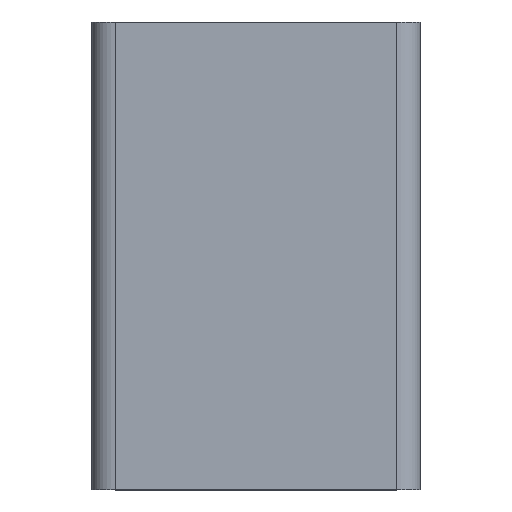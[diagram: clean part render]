
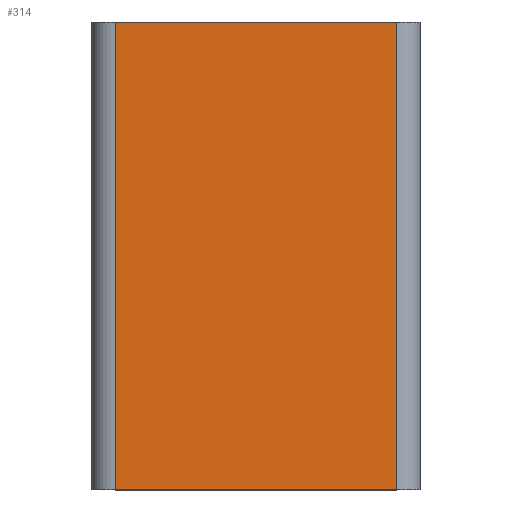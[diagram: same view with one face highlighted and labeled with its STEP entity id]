
A CAD part, top view. The second image highlights one B-rep face of the part: STEP entity #314.
In plain terms, the highlighted planar face has unit normal (0, 0, 1).
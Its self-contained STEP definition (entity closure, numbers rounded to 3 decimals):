
#141=CARTESIAN_POINT('',(60.25,-3.0,60.5));
#142=VERTEX_POINT('',#141);
#150=CARTESIAN_POINT('',(-60.25,-3.0,60.5));
#151=VERTEX_POINT('',#150);
#152=CARTESIAN_POINT('',(60.25,-3.0,60.5));
#153=DIRECTION('',(-1.0,0.0,0.0));
#154=VECTOR('',#153,120.5);
#155=LINE('',#152,#154);
#156=EDGE_CURVE('',#142,#151,#155,.T.);
#273=CARTESIAN_POINT('',(60.25,197.0,60.5));
#274=VERTEX_POINT('',#273);
#282=CARTESIAN_POINT('',(60.25,197.0,60.5));
#283=DIRECTION('',(0.0,-1.0,0.0));
#284=VECTOR('',#283,200.0);
#285=LINE('',#282,#284);
#286=EDGE_CURVE('',#274,#142,#285,.T.);
#291=CARTESIAN_POINT('',(-70.25,0.0,60.5));
#292=DIRECTION('',(0.0,0.0,1.0));
#293=DIRECTION('',(1.0,0.0,0.0));
#294=AXIS2_PLACEMENT_3D('',#291,#292,#293);
#295=PLANE('',#294);
#296=ORIENTED_EDGE('',*,*,#286,.F.);
#297=CARTESIAN_POINT('',(-60.25,197.0,60.5));
#298=VERTEX_POINT('',#297);
#299=CARTESIAN_POINT('',(-60.25,197.0,60.5));
#300=DIRECTION('',(1.0,0.0,0.0));
#301=VECTOR('',#300,120.5);
#302=LINE('',#299,#301);
#303=EDGE_CURVE('',#298,#274,#302,.T.);
#304=ORIENTED_EDGE('',*,*,#303,.F.);
#305=CARTESIAN_POINT('',(-60.25,-3.0,60.5));
#306=DIRECTION('',(0.0,1.0,0.0));
#307=VECTOR('',#306,200.0);
#308=LINE('',#305,#307);
#309=EDGE_CURVE('',#151,#298,#308,.T.);
#310=ORIENTED_EDGE('',*,*,#309,.F.);
#311=ORIENTED_EDGE('',*,*,#156,.F.);
#312=EDGE_LOOP('',(#296,#304,#310,#311));
#313=FACE_OUTER_BOUND('',#312,.T.);
#314=ADVANCED_FACE('',(#313),#295,.T.);
